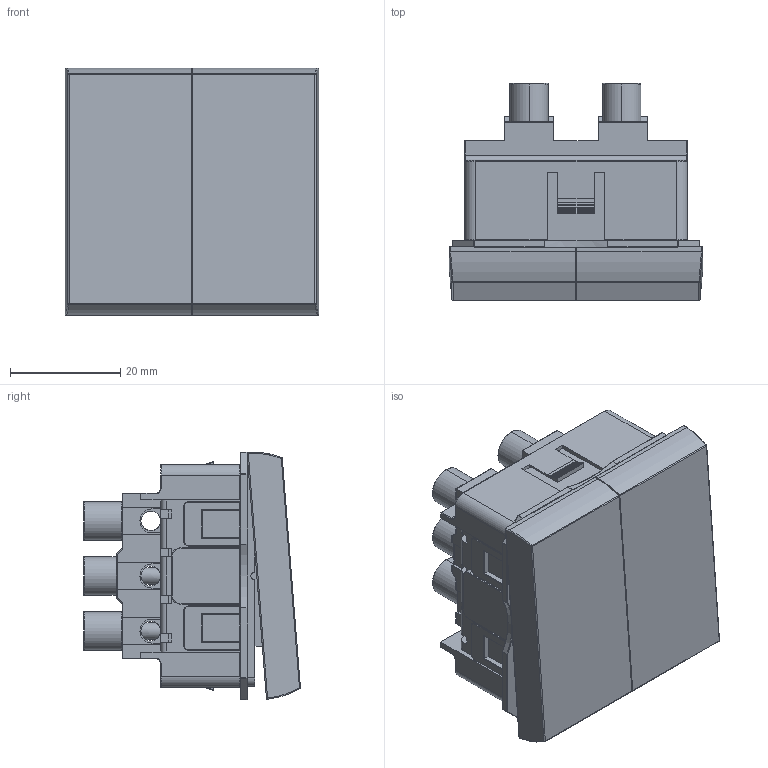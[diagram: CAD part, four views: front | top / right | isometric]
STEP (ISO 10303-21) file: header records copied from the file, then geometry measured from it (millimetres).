
FILE_DESCRIPTION (( 'STEP AP203' ), '1' );
FILE_NAME ('CKK-40D-VD2-K01 ÂÊ1-22-00-Ï Âûêëþ÷àòåëü äâóõêëàâèøíûé (íà 2 ìîäóëÿ) ÏÐÀÉÌÅÐ áåëûé IEK.STEP', '2016-07-01T13:04:03', ( '' ), ( '' ), 'SwSTEP 2.0', 'SolidWorks 2014', '' );
FILE_SCHEMA (( 'CONFIG_CONTROL_DESIGN' ));
Length unit declared in the file: millimetre
Products named in the file (1): CKK-40D-VD2-K01 ÂÊ1-22-00-Ï Âûêëþ÷àòåëü äâóõêëàâèøíûé (íà 2 ìîäóëÿ) ÏÐÀÉÌÅÐ áåëûé IEK
Bounding box: 46.07 x 39.36 x 45 mm (x, y, z)
Volume: 40188.6 mm3; surface area: 16945.4 mm2
Topology: 1 solids, 6 shells, 1180 faces, 2985 edges, 1810 vertices
Faces by surface type: plane 535, cylinder 381, bspline 112, torus 105, sphere 39, cone 8
Entity records: 38813 total; most frequent: CARTESIAN_POINT 11413, ORIENTED_EDGE 5894, DIRECTION 5515, EDGE_CURVE 2947, AXIS2_PLACEMENT_3D 1903, VERTEX_POINT 1808, VECTOR 1709, LINE 1709
